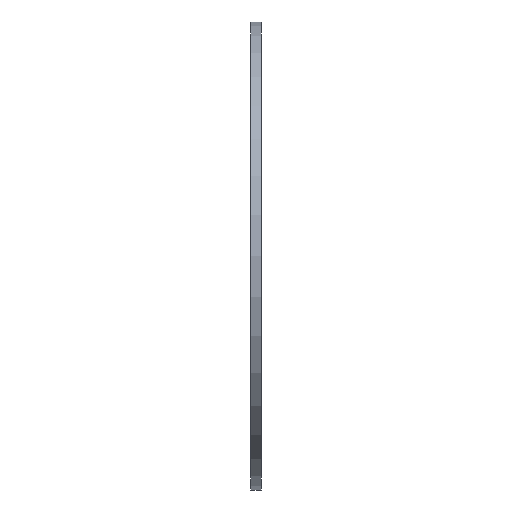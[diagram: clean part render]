
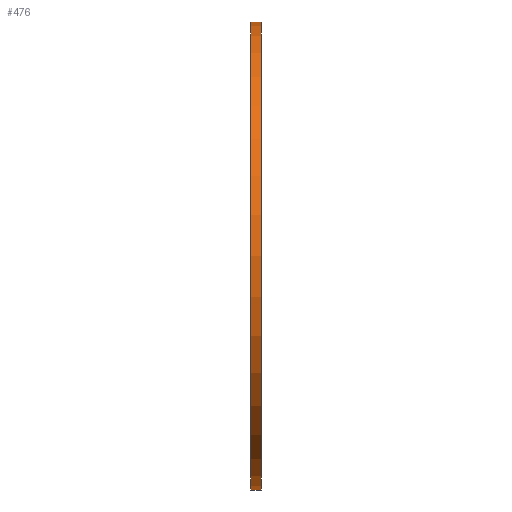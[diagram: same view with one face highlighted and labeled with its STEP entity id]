
A CAD part, left-side view. The second image highlights one B-rep face of the part: STEP entity #476.
In plain terms, the highlighted cylindrical face has radius 22 mm (diameter 44 mm), a partial arc.
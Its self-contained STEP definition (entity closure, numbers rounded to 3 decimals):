
#14 = AXIS2_PLACEMENT_3D ( 'NONE', #134, #156, #142 ) ;
#28 = VECTOR ( 'NONE', #297, 1000. ) ;
#80 = FACE_OUTER_BOUND ( 'NONE', #614, .T. ) ;
#134 = CARTESIAN_POINT ( 'NONE',  ( 0., 1., 0. ) ) ;
#142 = DIRECTION ( 'NONE',  ( 0., 0., -1. ) ) ;
#156 = DIRECTION ( 'NONE',  ( 0., -1., 0. ) ) ;
#169 = DIRECTION ( 'NONE',  ( 0., 0., 1. ) ) ;
#179 = EDGE_CURVE ( 'NONE', #264, #425, #368, .T. ) ;
#185 = CIRCLE ( 'NONE', #856, 22. ) ;
#186 = ORIENTED_EDGE ( 'NONE', *, *, #831, .F. ) ;
#264 = VERTEX_POINT ( 'NONE', #630 ) ;
#275 = EDGE_CURVE ( 'NONE', #735, #425, #964, .T. ) ;
#297 = DIRECTION ( 'NONE',  ( 0., -1., 0. ) ) ;
#335 = VECTOR ( 'NONE', #475, 1000. ) ;
#339 = DIRECTION ( 'NONE',  ( 0., 1., 0. ) ) ;
#368 = LINE ( 'NONE', #684, #28 ) ;
#382 = AXIS2_PLACEMENT_3D ( 'NONE', #576, #339, #169 ) ;
#425 = VERTEX_POINT ( 'NONE', #680 ) ;
#438 = ORIENTED_EDGE ( 'NONE', *, *, #275, .T. ) ;
#452 = DIRECTION ( 'NONE',  ( 0., 1., 0. ) ) ;
#475 = DIRECTION ( 'NONE',  ( 0., -1., 0. ) ) ;
#476 = ADVANCED_FACE ( 'NONE', ( #80 ), #538, .T. ) ;
#482 = CARTESIAN_POINT ( 'NONE',  ( 0., 1., -22. ) ) ;
#495 = LINE ( 'NONE', #648, #335 ) ;
#507 = ORIENTED_EDGE ( 'NONE', *, *, #987, .T. ) ;
#538 = CYLINDRICAL_SURFACE ( 'NONE', #14, 22. ) ;
#548 = VERTEX_POINT ( 'NONE', #482 ) ;
#576 = CARTESIAN_POINT ( 'NONE',  ( 0., 0., 0. ) ) ;
#586 = CARTESIAN_POINT ( 'NONE',  ( 0., 1., 0. ) ) ;
#614 = EDGE_LOOP ( 'NONE', ( #807, #186, #507, #438 ) ) ;
#630 = CARTESIAN_POINT ( 'NONE',  ( 0., 1., 22. ) ) ;
#648 = CARTESIAN_POINT ( 'NONE',  ( 0., 1., -22. ) ) ;
#680 = CARTESIAN_POINT ( 'NONE',  ( 0., 0., 22. ) ) ;
#684 = CARTESIAN_POINT ( 'NONE',  ( 0., 1., 22. ) ) ;
#692 = CARTESIAN_POINT ( 'NONE',  ( 0., 0., -22. ) ) ;
#735 = VERTEX_POINT ( 'NONE', #692 ) ;
#761 = DIRECTION ( 'NONE',  ( 0., 0., 1. ) ) ;
#807 = ORIENTED_EDGE ( 'NONE', *, *, #179, .F. ) ;
#831 = EDGE_CURVE ( 'NONE', #548, #264, #185, .T. ) ;
#856 = AXIS2_PLACEMENT_3D ( 'NONE', #586, #452, #761 ) ;
#964 = CIRCLE ( 'NONE', #382, 22. ) ;
#987 = EDGE_CURVE ( 'NONE', #548, #735, #495, .T. ) ;
